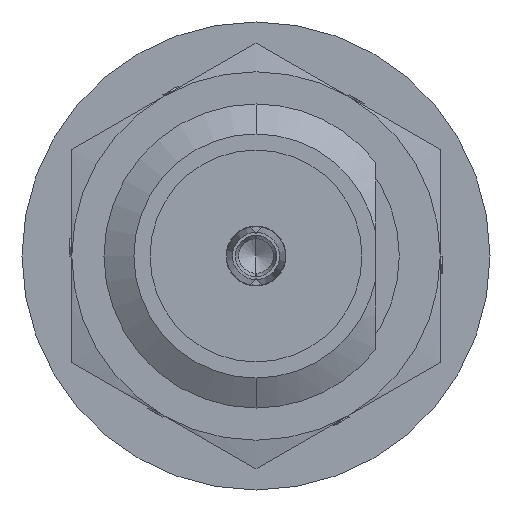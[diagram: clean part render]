
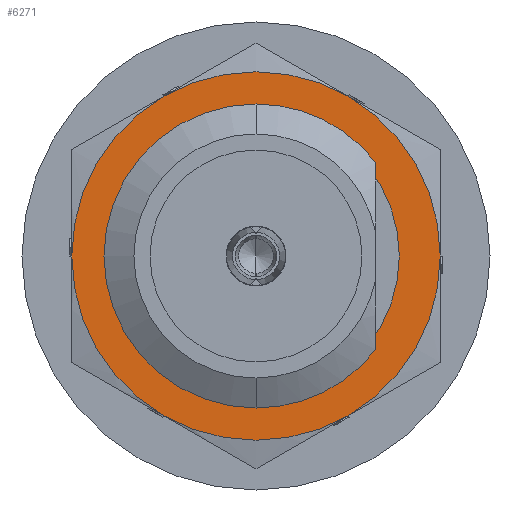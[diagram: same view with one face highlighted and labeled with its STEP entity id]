
A CAD part, front view. The second image highlights one B-rep face of the part: STEP entity #6271.
In plain terms, the highlighted planar face has unit normal (0, -1, 0).
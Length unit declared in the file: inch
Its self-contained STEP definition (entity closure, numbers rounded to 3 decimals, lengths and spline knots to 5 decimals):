
#8 = DIRECTION ( 'NONE',  ( 0., 1., 0. ) ) ;
#30 = CARTESIAN_POINT ( 'NONE',  ( 0., 0., 0. ) ) ;
#40 = DIRECTION ( 'NONE',  ( 0., 1., 0. ) ) ;
#50 = CARTESIAN_POINT ( 'NONE',  ( 0., 0., 0. ) ) ;
#128 = DIRECTION ( 'NONE',  ( 0., -1., 0. ) ) ;
#157 = DIRECTION ( 'NONE',  ( 0., 0., -1. ) ) ;
#173 = CARTESIAN_POINT ( 'NONE',  ( 0., 0., 0. ) ) ;
#189 = DIRECTION ( 'NONE',  ( 0., 0., 1. ) ) ;
#222 = DIRECTION ( 'NONE',  ( 0., 0., 1. ) ) ;
#231 = DIRECTION ( 'NONE',  ( 0., 0., -1. ) ) ;
#236 = DIRECTION ( 'NONE',  ( 0., 1., 0. ) ) ;
#239 = CARTESIAN_POINT ( 'NONE',  ( 0., 0., 0. ) ) ;
#295 = DIRECTION ( 'NONE',  ( 0., 0., -1. ) ) ;
#299 = DIRECTION ( 'NONE',  ( 0., 1., 0. ) ) ;
#300 = CARTESIAN_POINT ( 'NONE',  ( 0., 0., 0. ) ) ;
#566 = CARTESIAN_POINT ( 'NONE',  ( -0.13638, 0., -0.07874 ) ) ;
#892 = CARTESIAN_POINT ( 'NONE',  ( 0.13638, 0., 0.07874 ) ) ;
#933 = CARTESIAN_POINT ( 'NONE',  ( 0.13638, 0., -0.07874 ) ) ;
#965 = CARTESIAN_POINT ( 'NONE',  ( 0., 0., -0.15748 ) ) ;
#1028 = CARTESIAN_POINT ( 'NONE',  ( -0.13638, 0., 0.07874 ) ) ;
#1107 = EDGE_CURVE ( 'NONE', #4179, #4285, #5610, .T. ) ;
#1111 = EDGE_CURVE ( 'NONE', #4220, #4179, #5616, .T. ) ;
#1118 = EDGE_CURVE ( 'NONE', #4215, #4220, #5629, .T. ) ;
#1155 = EDGE_CURVE ( 'NONE', #4114, #4100, #6704, .T. ) ;
#1164 = EDGE_CURVE ( 'NONE', #4100, #4114, #6721, .T. ) ;
#1190 = EDGE_CURVE ( 'NONE', #4376, #4215, #6761, .T. ) ;
#1192 = EDGE_CURVE ( 'NONE', #4285, #4371, #6764, .T. ) ;
#1218 = EDGE_CURVE ( 'NONE', #4376, #4371, #6798, .T. ) ;
#1224 = AXIS2_PLACEMENT_3D ( 'NONE', #3914, #3903, #3900 ) ;
#1225 = AXIS2_PLACEMENT_3D ( 'NONE', #4063, #3890, #4024 ) ;
#1226 = AXIS2_PLACEMENT_3D ( 'NONE', #4057, #4062, #4059 ) ;
#1230 = AXIS2_PLACEMENT_3D ( 'NONE', #173, #40, #189 ) ;
#1232 = AXIS2_PLACEMENT_3D ( 'NONE', #30, #8, #222 ) ;
#1233 = AXIS2_PLACEMENT_3D ( 'NONE', #300, #299, #295 ) ;
#1234 = AXIS2_PLACEMENT_3D ( 'NONE', #239, #236, #231 ) ;
#1238 = AXIS2_PLACEMENT_3D ( 'NONE', #50, #128, #157 ) ;
#2887 = DIRECTION ( 'NONE',  ( 0., 0., -1. ) ) ;
#2895 = DIRECTION ( 'NONE',  ( 0., -1., 0. ) ) ;
#2910 = PLANE ( 'NONE',  #5838 ) ;
#2960 = CARTESIAN_POINT ( 'NONE',  ( -0.27276, 0., 0.15748 ) ) ;
#3890 = DIRECTION ( 'NONE',  ( 0., 1., 0. ) ) ;
#3900 = DIRECTION ( 'NONE',  ( 0., 0., -1. ) ) ;
#3903 = DIRECTION ( 'NONE',  ( 0., 1., 0. ) ) ;
#3914 = CARTESIAN_POINT ( 'NONE',  ( 0., 0., 0. ) ) ;
#4024 = DIRECTION ( 'NONE',  ( 0., 0., -1. ) ) ;
#4057 = CARTESIAN_POINT ( 'NONE',  ( 0., 0., 0. ) ) ;
#4059 = DIRECTION ( 'NONE',  ( 0., 0., -1. ) ) ;
#4062 = DIRECTION ( 'NONE',  ( 0., 1., 0. ) ) ;
#4063 = CARTESIAN_POINT ( 'NONE',  ( 0., 0., 0. ) ) ;
#4100 = VERTEX_POINT ( 'NONE', #8545 ) ;
#4114 = VERTEX_POINT ( 'NONE', #8689 ) ;
#4179 = VERTEX_POINT ( 'NONE', #8717 ) ;
#4215 = VERTEX_POINT ( 'NONE', #566 ) ;
#4220 = VERTEX_POINT ( 'NONE', #1028 ) ;
#4285 = VERTEX_POINT ( 'NONE', #892 ) ;
#4371 = VERTEX_POINT ( 'NONE', #933 ) ;
#4376 = VERTEX_POINT ( 'NONE', #965 ) ;
#5034 = ORIENTED_EDGE ( 'NONE', *, *, #1155, .T. ) ;
#5041 = ORIENTED_EDGE ( 'NONE', *, *, #1164, .T. ) ;
#5043 = ORIENTED_EDGE ( 'NONE', *, *, #1118, .F. ) ;
#5421 = EDGE_LOOP ( 'NONE', ( #7309, #7480, #7345, #7274, #7330, #5043 ) ) ;
#5446 = EDGE_LOOP ( 'NONE', ( #5041, #5034 ) ) ;
#5610 = CIRCLE ( 'NONE', #1224, 0.15748 ) ;
#5616 = CIRCLE ( 'NONE', #1225, 0.15748 ) ;
#5629 = CIRCLE ( 'NONE', #1226, 0.15748 ) ;
#5838 = AXIS2_PLACEMENT_3D ( 'NONE', #2960, #2895, #2887 ) ;
#6271 = ADVANCED_FACE ( 'NONE', ( #10048, #10066 ), #2910, .T. ) ;
#6704 = CIRCLE ( 'NONE', #1230, 0.1225 ) ;
#6721 = CIRCLE ( 'NONE', #1232, 0.1225 ) ;
#6761 = CIRCLE ( 'NONE', #1233, 0.15748 ) ;
#6764 = CIRCLE ( 'NONE', #1234, 0.15748 ) ;
#6798 = CIRCLE ( 'NONE', #1238, 0.15748 ) ;
#7274 = ORIENTED_EDGE ( 'NONE', *, *, #1107, .F. ) ;
#7309 = ORIENTED_EDGE ( 'NONE', *, *, #1190, .F. ) ;
#7330 = ORIENTED_EDGE ( 'NONE', *, *, #1111, .F. ) ;
#7345 = ORIENTED_EDGE ( 'NONE', *, *, #1192, .F. ) ;
#7480 = ORIENTED_EDGE ( 'NONE', *, *, #1218, .T. ) ;
#8545 = CARTESIAN_POINT ( 'NONE',  ( 0., 0., 0.1225 ) ) ;
#8689 = CARTESIAN_POINT ( 'NONE',  ( 0., 0., -0.1225 ) ) ;
#8717 = CARTESIAN_POINT ( 'NONE',  ( 0., 0., 0.15748 ) ) ;
#10048 = FACE_OUTER_BOUND ( 'NONE', #5421, .T. ) ;
#10066 = FACE_BOUND ( 'NONE', #5446, .T. ) ;
